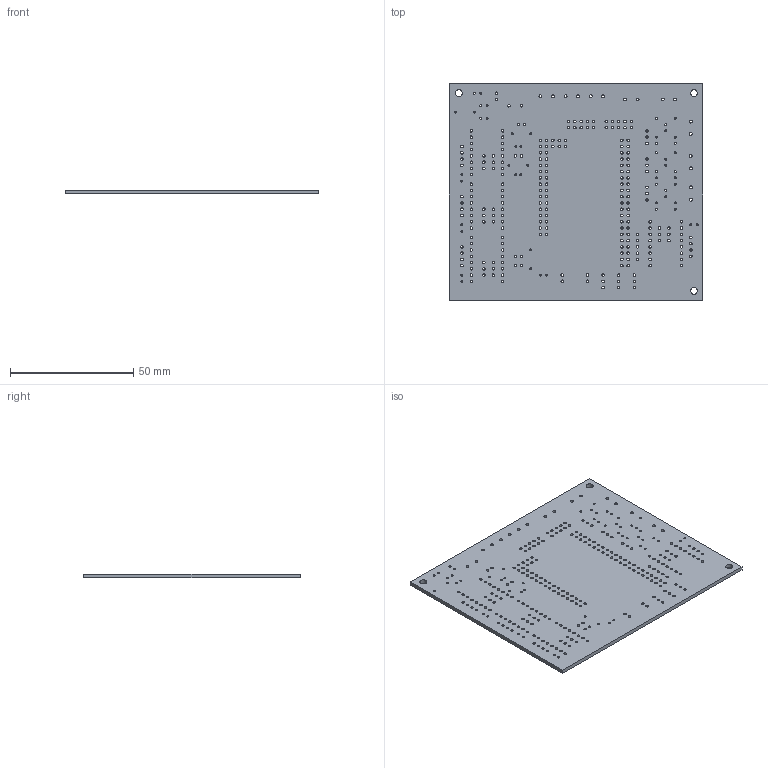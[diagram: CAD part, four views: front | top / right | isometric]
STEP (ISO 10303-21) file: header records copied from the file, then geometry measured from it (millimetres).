
FILE_DESCRIPTION(('KiCad electronic assembly'),'2;1');
FILE_NAME('MK2560EM-G v1G.step','2023-07-07T20:29:40',('Pcbnew'),( 'Kicad'),'Open CASCADE STEP processor 7.6','KiCad to STEP converter' ,'Unknown');
FILE_SCHEMA(('AUTOMOTIVE_DESIGN { 1 0 10303 214 1 1 1 1 }'));
Length unit declared in the file: millimetre
Products named in the file (2): MK2560EM-G v1G 1; _autosave-MK2560EM-G v1G PCB
Assembly tree (1 placements, depth 2):
  MK2560EM-G v1G 1
    _autosave-MK2560EM-G v1G PCB
Bounding box: 102.54 x 87.62 x 1.6 mm (x, y, z)
Volume: 13960.6 mm3; surface area: 19647.1 mm2
Topology: 1 solids, 1 shells, 320 faces, 954 edges, 636 vertices
Faces by surface type: cylinder 314, plane 6
Full cylindrical faces by diameter (mm): 0.813 x52, 1 x89, 1.016 x86, 1.02 x64, 1.118 x4, 1.194 x16, 2.8 x3
Entity records: 26735 total; most frequent: CARTESIAN_POINT 7588, DIRECTION 3506, ORIENTED_EDGE 1908, PCURVE 1908, DEFINITIONAL_REPRESENTATION 1908, LINE 1606, VECTOR 1606, EDGE_CURVE 954
